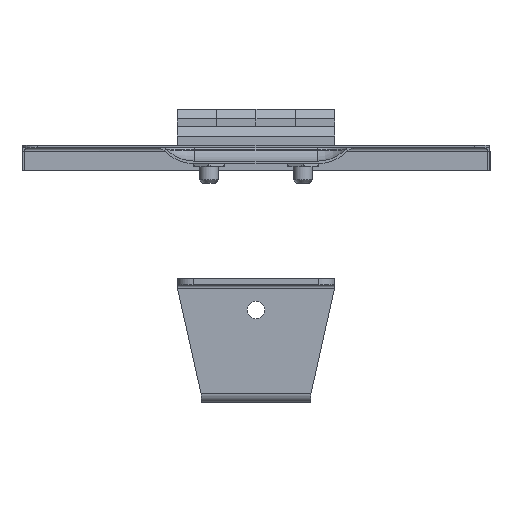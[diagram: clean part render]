
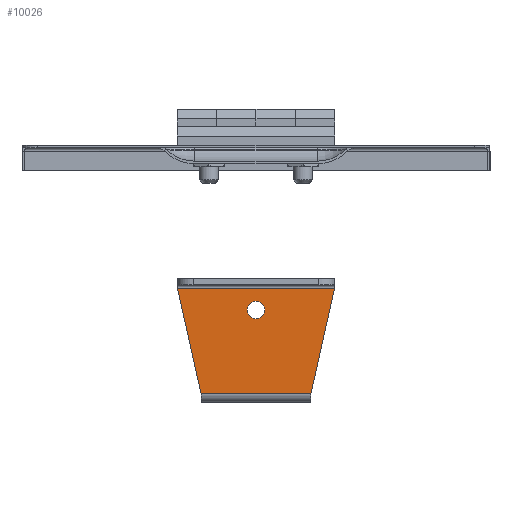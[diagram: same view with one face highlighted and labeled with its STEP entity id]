
A CAD part, left-side view. The second image highlights one B-rep face of the part: STEP entity #10026.
In plain terms, the highlighted planar face has unit normal (-1, 0, 0).
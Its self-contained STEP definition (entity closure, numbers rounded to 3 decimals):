
#5 = CARTESIAN_POINT ( 'NONE',  ( -2., 25., -36.5 ) ) ;
#513 = EDGE_CURVE ( 'NONE', #10062, #9401, #6027, .T. ) ;
#630 = ORIENTED_EDGE ( 'NONE', *, *, #3684, .F. ) ;
#706 = LINE ( 'NONE', #9690, #9283 ) ;
#851 = EDGE_CURVE ( 'NONE', #6162, #7549, #3293, .T. ) ;
#1249 = LINE ( 'NONE', #6212, #6694 ) ;
#1273 = DIRECTION ( 'NONE',  ( 0., 0.218, 0.976 ) ) ;
#1367 = CARTESIAN_POINT ( 'NONE',  ( -2., 25.64, -0.143 ) ) ;
#1402 = PLANE ( 'NONE',  #4666 ) ;
#1449 = EDGE_LOOP ( 'NONE', ( #5203, #2677, #10066, #8506 ) ) ;
#1656 = CARTESIAN_POINT ( 'NONE',  ( -2., 25., -3. ) ) ;
#1855 = CARTESIAN_POINT ( 'NONE',  ( -2., -25., -3. ) ) ;
#2304 = CARTESIAN_POINT ( 'NONE',  ( -2., 25., 0. ) ) ;
#2677 = ORIENTED_EDGE ( 'NONE', *, *, #8744, .F. ) ;
#2756 = VECTOR ( 'NONE', #4757, 1000. ) ;
#3293 = LINE ( 'NONE', #5, #2756 ) ;
#3590 = EDGE_CURVE ( 'NONE', #9347, #8148, #706, .T. ) ;
#3684 = EDGE_CURVE ( 'NONE', #9401, #10062, #6573, .T. ) ;
#3955 = DIRECTION ( 'NONE',  ( 0., 0., 1. ) ) ;
#4537 = DIRECTION ( 'NONE',  ( 0., 0.218, -0.976 ) ) ;
#4666 = AXIS2_PLACEMENT_3D ( 'NONE', #2304, #8974, #8119 ) ;
#4757 = DIRECTION ( 'NONE',  ( 0., -1., 0. ) ) ;
#4898 = DIRECTION ( 'NONE',  ( -1., 0., 0. ) ) ;
#4977 = DIRECTION ( 'NONE',  ( 0., 0., 1. ) ) ;
#5203 = ORIENTED_EDGE ( 'NONE', *, *, #851, .T. ) ;
#5517 = VECTOR ( 'NONE', #1273, 1000. ) ;
#5605 = CARTESIAN_POINT ( 'NONE',  ( -2., -17.5, -36.5 ) ) ;
#6027 = CIRCLE ( 'NONE', #8397, 2.75 ) ;
#6162 = VERTEX_POINT ( 'NONE', #8653 ) ;
#6212 = CARTESIAN_POINT ( 'NONE',  ( -2., -23.253, -10.803 ) ) ;
#6426 = FACE_BOUND ( 'NONE', #10585, .T. ) ;
#6562 = AXIS2_PLACEMENT_3D ( 'NONE', #8298, #9850, #4977 ) ;
#6573 = CIRCLE ( 'NONE', #6562, 2.75 ) ;
#6694 = VECTOR ( 'NONE', #4537, 1000. ) ;
#6933 = ORIENTED_EDGE ( 'NONE', *, *, #513, .F. ) ;
#7028 = LINE ( 'NONE', #1367, #5517 ) ;
#7422 = CARTESIAN_POINT ( 'NONE',  ( -2., 0., -12.75 ) ) ;
#7549 = VERTEX_POINT ( 'NONE', #5605 ) ;
#7868 = DIRECTION ( 'NONE',  ( 0., -1., 0. ) ) ;
#8119 = DIRECTION ( 'NONE',  ( 0., 0., 1. ) ) ;
#8148 = VERTEX_POINT ( 'NONE', #1855 ) ;
#8298 = CARTESIAN_POINT ( 'NONE',  ( -2., 0., -10. ) ) ;
#8397 = AXIS2_PLACEMENT_3D ( 'NONE', #8950, #4898, #3955 ) ;
#8506 = ORIENTED_EDGE ( 'NONE', *, *, #9537, .F. ) ;
#8653 = CARTESIAN_POINT ( 'NONE',  ( -2., 17.5, -36.5 ) ) ;
#8744 = EDGE_CURVE ( 'NONE', #8148, #7549, #1249, .T. ) ;
#8950 = CARTESIAN_POINT ( 'NONE',  ( -2., 0., -10. ) ) ;
#8974 = DIRECTION ( 'NONE',  ( -1., 0., 0. ) ) ;
#9283 = VECTOR ( 'NONE', #7868, 1000. ) ;
#9347 = VERTEX_POINT ( 'NONE', #1656 ) ;
#9401 = VERTEX_POINT ( 'NONE', #10561 ) ;
#9537 = EDGE_CURVE ( 'NONE', #6162, #9347, #7028, .T. ) ;
#9674 = FACE_OUTER_BOUND ( 'NONE', #1449, .T. ) ;
#9690 = CARTESIAN_POINT ( 'NONE',  ( -2., 25., -3. ) ) ;
#9850 = DIRECTION ( 'NONE',  ( -1., 0., 0. ) ) ;
#10026 = ADVANCED_FACE ( 'NONE', ( #6426, #9674 ), #1402, .T. ) ;
#10062 = VERTEX_POINT ( 'NONE', #7422 ) ;
#10066 = ORIENTED_EDGE ( 'NONE', *, *, #3590, .F. ) ;
#10561 = CARTESIAN_POINT ( 'NONE',  ( -2., 0., -7.25 ) ) ;
#10585 = EDGE_LOOP ( 'NONE', ( #6933, #630 ) ) ;
